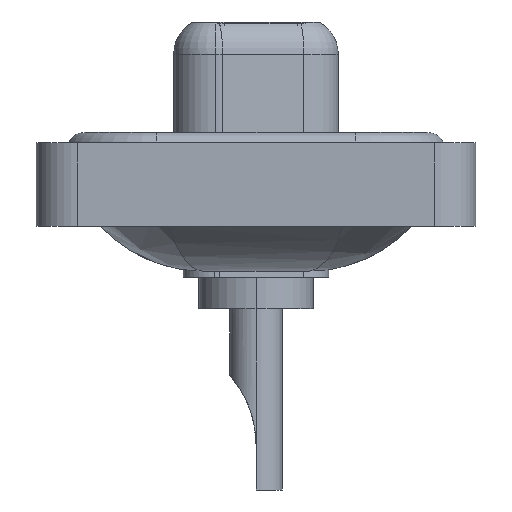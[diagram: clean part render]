
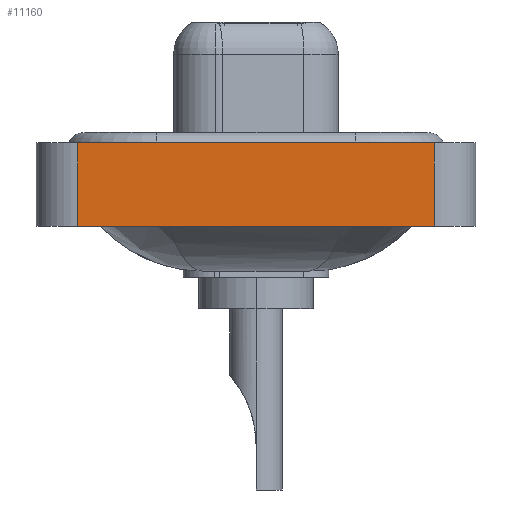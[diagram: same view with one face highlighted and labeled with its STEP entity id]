
A CAD part, left-side view. The second image highlights one B-rep face of the part: STEP entity #11160.
In plain terms, the highlighted planar face has unit normal (-1, 0, 0).
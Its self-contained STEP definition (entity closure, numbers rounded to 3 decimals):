
#1534 = PLANE ( 'NONE',  #15009 ) ;
#1554 = LINE ( 'NONE', #12408, #11830 ) ;
#1934 = DIRECTION ( 'NONE',  ( 0., 0., 1. ) ) ;
#2936 = CARTESIAN_POINT ( 'NONE',  ( -7.25, -8.55, -3.6 ) ) ;
#3111 = LINE ( 'NONE', #2936, #15011 ) ;
#3378 = ORIENTED_EDGE ( 'NONE', *, *, #3919, .T. ) ;
#3386 = LINE ( 'NONE', #9951, #16299 ) ;
#3711 = LINE ( 'NONE', #8994, #6957 ) ;
#3919 = EDGE_CURVE ( 'NONE', #11316, #5318, #3111, .T. ) ;
#4321 = CARTESIAN_POINT ( 'NONE',  ( -7.25, 8.55, 0.4 ) ) ;
#5318 = VERTEX_POINT ( 'NONE', #9592 ) ;
#5412 = CARTESIAN_POINT ( 'NONE',  ( -7.25, 8.55, -3.6 ) ) ;
#6814 = DIRECTION ( 'NONE',  ( 0., -1., 0. ) ) ;
#6957 = VECTOR ( 'NONE', #14155, 1000. ) ;
#6996 = EDGE_LOOP ( 'NONE', ( #3378, #15439, #16606, #10934 ) ) ;
#7074 = EDGE_CURVE ( 'NONE', #11606, #5318, #3711, .T. ) ;
#8132 = DIRECTION ( 'NONE',  ( 0., 0., 1. ) ) ;
#8636 = EDGE_CURVE ( 'NONE', #16434, #11606, #3386, .T. ) ;
#8674 = FACE_OUTER_BOUND ( 'NONE', #6996, .T. ) ;
#8994 = CARTESIAN_POINT ( 'NONE',  ( -7.25, -8.55, 0.4 ) ) ;
#9592 = CARTESIAN_POINT ( 'NONE',  ( -7.25, -8.55, 0.4 ) ) ;
#9951 = CARTESIAN_POINT ( 'NONE',  ( -7.25, 8.55, -3.6 ) ) ;
#10286 = DIRECTION ( 'NONE',  ( 0., 0., 1. ) ) ;
#10728 = EDGE_CURVE ( 'NONE', #16434, #11316, #1554, .T. ) ;
#10934 = ORIENTED_EDGE ( 'NONE', *, *, #10728, .T. ) ;
#11160 = ADVANCED_FACE ( 'NONE', ( #8674 ), #1534, .T. ) ;
#11174 = CARTESIAN_POINT ( 'NONE',  ( -7.25, -8.55, -3.6 ) ) ;
#11316 = VERTEX_POINT ( 'NONE', #12957 ) ;
#11606 = VERTEX_POINT ( 'NONE', #4321 ) ;
#11830 = VECTOR ( 'NONE', #6814, 1000. ) ;
#12060 = DIRECTION ( 'NONE',  ( -1., 0., 0. ) ) ;
#12408 = CARTESIAN_POINT ( 'NONE',  ( -7.25, -8.55, -3.6 ) ) ;
#12957 = CARTESIAN_POINT ( 'NONE',  ( -7.25, -8.55, -3.6 ) ) ;
#14155 = DIRECTION ( 'NONE',  ( 0., -1., 0. ) ) ;
#15009 = AXIS2_PLACEMENT_3D ( 'NONE', #11174, #12060, #1934 ) ;
#15011 = VECTOR ( 'NONE', #8132, 1000. ) ;
#15439 = ORIENTED_EDGE ( 'NONE', *, *, #7074, .F. ) ;
#16299 = VECTOR ( 'NONE', #10286, 1000. ) ;
#16434 = VERTEX_POINT ( 'NONE', #5412 ) ;
#16606 = ORIENTED_EDGE ( 'NONE', *, *, #8636, .F. ) ;
